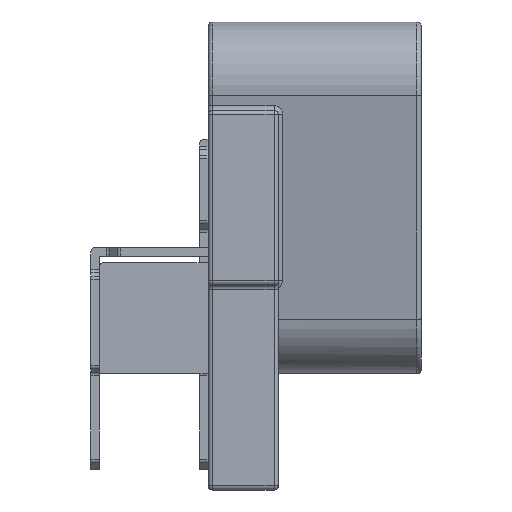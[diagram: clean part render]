
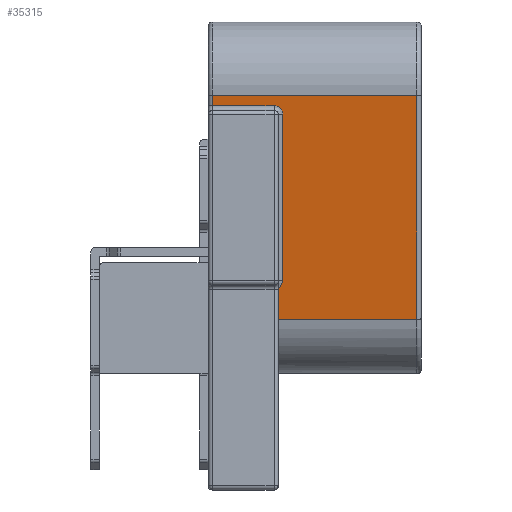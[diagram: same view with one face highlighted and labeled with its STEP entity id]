
A CAD part, left-side view. The second image highlights one B-rep face of the part: STEP entity #35315.
In plain terms, the highlighted planar face has unit normal (-0.989, 0, -0.15).
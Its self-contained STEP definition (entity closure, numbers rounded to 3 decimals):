
#1584=PLANE('',#37817);
#3027=FACE_OUTER_BOUND('',#5023,.T.);
#5023=EDGE_LOOP('',(#25942,#25943,#25944,#25945,#25946,#25947,#25948,#25949,
#25950,#25951));
#6684=ELLIPSE('',#37626,0.405,0.4);
#6685=ELLIPSE('',#37648,0.405,0.4);
#7687=LINE('',#53925,#11494);
#7695=LINE('',#54004,#11502);
#7704=LINE('',#54098,#11511);
#7708=LINE('',#54116,#11515);
#7713=LINE('',#54124,#11520);
#7767=LINE('',#54234,#11574);
#7804=LINE('',#54414,#11611);
#7805=LINE('',#54416,#11612);
#11494=VECTOR('',#42958,10.);
#11502=VECTOR('',#43026,10.);
#11511=VECTOR('',#43115,10.);
#11515=VECTOR('',#43141,10.);
#11520=VECTOR('',#43152,10.);
#11574=VECTOR('',#43298,10.);
#11611=VECTOR('',#43507,10.);
#11612=VECTOR('',#43510,10.);
#15224=VERTEX_POINT('',#53901);
#15227=VERTEX_POINT('',#53921);
#15242=VERTEX_POINT('',#53998);
#15243=VERTEX_POINT('',#54000);
#15254=VERTEX_POINT('',#54063);
#15255=VERTEX_POINT('',#54064);
#15261=VERTEX_POINT('',#54090);
#15263=VERTEX_POINT('',#54096);
#15276=VERTEX_POINT('',#54233);
#15321=VERTEX_POINT('',#54410);
#19155=EDGE_CURVE('',#15227,#15224,#7687,.T.);
#19181=EDGE_CURVE('',#15242,#15243,#6684,.T.);
#19183=EDGE_CURVE('',#15224,#15242,#7695,.T.);
#19201=EDGE_CURVE('',#15254,#15255,#6685,.T.);
#19219=EDGE_CURVE('',#15261,#15263,#7704,.T.);
#19228=EDGE_CURVE('',#15255,#15261,#7708,.T.);
#19233=EDGE_CURVE('',#15243,#15254,#7713,.T.);
#19295=EDGE_CURVE('',#15263,#15276,#7767,.T.);
#19373=EDGE_CURVE('',#15276,#15321,#7804,.T.);
#19374=EDGE_CURVE('',#15321,#15227,#7805,.T.);
#25942=ORIENTED_EDGE('',*,*,#19155,.F.);
#25943=ORIENTED_EDGE('',*,*,#19374,.F.);
#25944=ORIENTED_EDGE('',*,*,#19373,.F.);
#25945=ORIENTED_EDGE('',*,*,#19295,.F.);
#25946=ORIENTED_EDGE('',*,*,#19219,.F.);
#25947=ORIENTED_EDGE('',*,*,#19228,.F.);
#25948=ORIENTED_EDGE('',*,*,#19201,.F.);
#25949=ORIENTED_EDGE('',*,*,#19233,.F.);
#25950=ORIENTED_EDGE('',*,*,#19181,.F.);
#25951=ORIENTED_EDGE('',*,*,#19183,.F.);
#35315=ADVANCED_FACE('',(#3027),#1584,.T.);
#37626=AXIS2_PLACEMENT_3D('',#54001,#43020,#43021);
#37648=AXIS2_PLACEMENT_3D('',#54065,#43069,#43070);
#37817=AXIS2_PLACEMENT_3D('',#54422,#43515,#43516);
#42958=DIRECTION('',(-0.15,0.,0.989));
#43020=DIRECTION('center_axis',(-0.989,0.,-0.15));
#43021=DIRECTION('ref_axis',(0.15,0.,-0.989));
#43026=DIRECTION('',(0.,-1.,0.));
#43069=DIRECTION('center_axis',(-0.989,0.,-0.15));
#43070=DIRECTION('ref_axis',(-0.15,0.,0.989));
#43115=DIRECTION('',(-0.15,0.,0.989));
#43141=DIRECTION('',(0.,1.,0.));
#43152=DIRECTION('',(-0.15,0.,0.989));
#43298=DIRECTION('',(0.,-1.,0.));
#43507=DIRECTION('',(0.15,0.,-0.989));
#43510=DIRECTION('',(0.,1.,0.));
#43515=DIRECTION('center_axis',(-0.989,0.,-0.15));
#43516=DIRECTION('ref_axis',(-0.15,0.,0.989));
#53901=CARTESIAN_POINT('',(1.897,9.8,3.98));
#53921=CARTESIAN_POINT('',(2.114,9.8,2.551));
#53925=CARTESIAN_POINT('',(2.125,9.8,2.474));
#53998=CARTESIAN_POINT('',(1.897,6.9,3.98));
#54000=CARTESIAN_POINT('',(1.836,6.5,4.38));
#54001=CARTESIAN_POINT('Origin',(1.836,6.9,4.38));
#54004=CARTESIAN_POINT('',(1.897,5.,3.98));
#54063=CARTESIAN_POINT('',(0.655,6.5,12.18));
#54064=CARTESIAN_POINT('',(0.594,6.9,12.58));
#54065=CARTESIAN_POINT('Origin',(0.655,6.9,12.18));
#54090=CARTESIAN_POINT('',(0.594,9.8,12.58));
#54096=CARTESIAN_POINT('',(0.523,9.8,13.051));
#54098=CARTESIAN_POINT('',(2.125,9.8,2.474));
#54116=CARTESIAN_POINT('',(0.594,5.,12.58));
#54124=CARTESIAN_POINT('',(2.229,6.5,1.786));
#54233=CARTESIAN_POINT('',(0.523,0.2,13.051));
#54234=CARTESIAN_POINT('',(0.523,0.,13.051));
#54410=CARTESIAN_POINT('',(2.114,0.2,2.551));
#54414=CARTESIAN_POINT('',(2.125,0.2,2.474));
#54416=CARTESIAN_POINT('',(2.114,0.,2.551));
#54422=CARTESIAN_POINT('Origin',(2.5,0.,0.));
